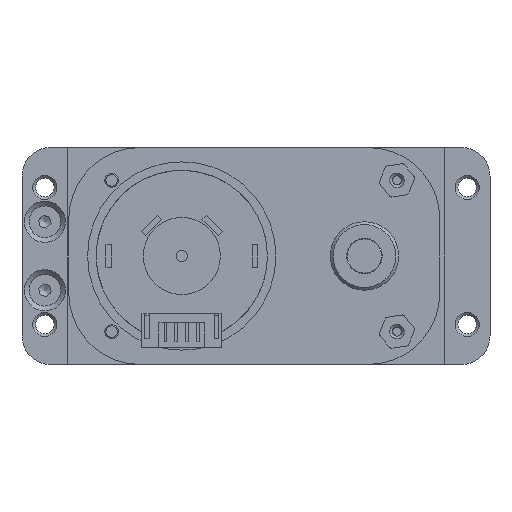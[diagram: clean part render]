
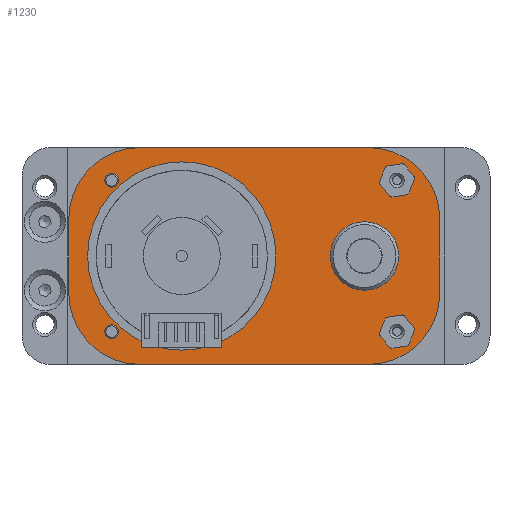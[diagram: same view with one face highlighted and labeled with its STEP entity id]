
A CAD part, front view. The second image highlights one B-rep face of the part: STEP entity #1230.
In plain terms, the highlighted face is planar.
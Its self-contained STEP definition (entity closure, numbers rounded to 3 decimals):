
#1230=ADVANCED_FACE('',(#3201,#3203,#3205,#3207,#3209,#3211,#3213),#3215,.T.);
#3201=FACE_BOUND('',#3202,.T.);
#3202=EDGE_LOOP('',(#4584,#4585,#4586,#4587,#4588,#4589,#4590,#4591));
#3203=FACE_BOUND('',#3204,.T.);
#3204=EDGE_LOOP('',(#4592));
#3205=FACE_BOUND('',#3206,.T.);
#3206=EDGE_LOOP('',(#4593));
#3207=FACE_BOUND('',#3208,.T.);
#3208=EDGE_LOOP('',(#4594));
#3209=FACE_BOUND('',#3210,.T.);
#3210=EDGE_LOOP('',(#4595));
#3211=FACE_BOUND('',#3212,.T.);
#3212=EDGE_LOOP('',(#4596));
#3213=FACE_BOUND('',#3214,.T.);
#3214=EDGE_LOOP('',(#4597));
#3215=PLANE('',#3216);
#3216=AXIS2_PLACEMENT_3D('',#3217,#3218,#3219);
#3217=CARTESIAN_POINT('',(0.,0.,0.));
#3218=DIRECTION('',(0.,0.,1.));
#3219=DIRECTION('',(1.,0.,0.));
#4584=ORIENTED_EDGE('',*,*,#5405,.T.);
#4585=ORIENTED_EDGE('',*,*,#5406,.T.);
#4586=ORIENTED_EDGE('',*,*,#5407,.T.);
#4587=ORIENTED_EDGE('',*,*,#5408,.T.);
#4588=ORIENTED_EDGE('',*,*,#5409,.T.);
#4589=ORIENTED_EDGE('',*,*,#5410,.T.);
#4590=ORIENTED_EDGE('',*,*,#5411,.T.);
#4591=ORIENTED_EDGE('',*,*,#5412,.T.);
#4592=ORIENTED_EDGE('',*,*,#5391,.T.);
#4593=ORIENTED_EDGE('',*,*,#5395,.T.);
#4594=ORIENTED_EDGE('',*,*,#5400,.T.);
#4595=ORIENTED_EDGE('',*,*,#5413,.T.);
#4596=ORIENTED_EDGE('',*,*,#5397,.T.);
#4597=ORIENTED_EDGE('',*,*,#5393,.T.);
#5391=EDGE_CURVE('',#5930,#5930,#5931,.T.);
#5393=EDGE_CURVE('',#5934,#5934,#5935,.T.);
#5395=EDGE_CURVE('',#5938,#5938,#5939,.T.);
#5397=EDGE_CURVE('',#5942,#5942,#5943,.T.);
#5400=EDGE_CURVE('',#5948,#5948,#5949,.T.);
#5405=EDGE_CURVE('',#5958,#5959,#5960,.T.);
#5406=EDGE_CURVE('',#5959,#5961,#5962,.T.);
#5407=EDGE_CURVE('',#5961,#5963,#5964,.T.);
#5408=EDGE_CURVE('',#5963,#5965,#5966,.T.);
#5409=EDGE_CURVE('',#5965,#5967,#5968,.T.);
#5410=EDGE_CURVE('',#5967,#5969,#5970,.T.);
#5411=EDGE_CURVE('',#5969,#5971,#5972,.T.);
#5412=EDGE_CURVE('',#5971,#5958,#5973,.T.);
#5413=EDGE_CURVE('',#5974,#5974,#5975,.T.);
#5930=VERTEX_POINT('',#6975);
#5931=CIRCLE('',#6976,1.229);
#5934=VERTEX_POINT('',#6985);
#5935=CIRCLE('',#6986,1.229);
#5938=VERTEX_POINT('',#6995);
#5939=CIRCLE('',#6996,1.229);
#5942=VERTEX_POINT('',#7005);
#5943=CIRCLE('',#7006,1.229);
#5948=VERTEX_POINT('',#7020);
#5949=CIRCLE('',#7021,6.);
#5958=VERTEX_POINT('',#7045);
#5959=VERTEX_POINT('',#7046);
#5960=CIRCLE('',#7047,12.5);
#5961=VERTEX_POINT('',#7051);
#5962=LINE('',#7052,#7053);
#5963=VERTEX_POINT('',#7055);
#5964=CIRCLE('',#7056,12.5);
#5965=VERTEX_POINT('',#7060);
#5966=LINE('',#7061,#7062);
#5967=VERTEX_POINT('',#7064);
#5968=CIRCLE('',#7065,12.5);
#5969=VERTEX_POINT('',#7069);
#5970=LINE('',#7070,#7071);
#5971=VERTEX_POINT('',#7073);
#5972=CIRCLE('',#7074,12.5);
#5973=LINE('',#7078,#7079);
#5974=VERTEX_POINT('',#7081);
#5975=CIRCLE('',#7082,16.5);
#6975=CARTESIAN_POINT('',(-26.229,13.25,0.));
#6976=AXIS2_PLACEMENT_3D('',#6977,#6978,#6979);
#6977=CARTESIAN_POINT('',(-25.,13.25,0.));
#6978=DIRECTION('',(0.,0.,-1.));
#6979=DIRECTION('',(-1.,0.,0.));
#6985=CARTESIAN_POINT('',(-26.229,-13.25,0.));
#6986=AXIS2_PLACEMENT_3D('',#6987,#6988,#6989);
#6987=CARTESIAN_POINT('',(-25.,-13.25,0.));
#6988=DIRECTION('',(0.,0.,-1.));
#6989=DIRECTION('',(-1.,0.,0.));
#6995=CARTESIAN_POINT('',(23.771,13.25,0.));
#6996=AXIS2_PLACEMENT_3D('',#6997,#6998,#6999);
#6997=CARTESIAN_POINT('',(25.,13.25,0.));
#6998=DIRECTION('',(0.,0.,-1.));
#6999=DIRECTION('',(-1.,0.,0.));
#7005=CARTESIAN_POINT('',(23.771,-13.25,0.));
#7006=AXIS2_PLACEMENT_3D('',#7007,#7008,#7009);
#7007=CARTESIAN_POINT('',(25.,-13.25,0.));
#7008=DIRECTION('',(0.,0.,-1.));
#7009=DIRECTION('',(-1.,0.,0.));
#7020=CARTESIAN_POINT('',(13.3,0.,0.));
#7021=AXIS2_PLACEMENT_3D('',#7022,#7023,#7024);
#7022=CARTESIAN_POINT('',(19.3,0.,0.));
#7023=DIRECTION('',(0.,0.,-1.));
#7024=DIRECTION('',(-1.,0.,0.));
#7045=CARTESIAN_POINT('',(20.,-19.,0.));
#7046=CARTESIAN_POINT('',(32.5,-6.5,0.));
#7047=AXIS2_PLACEMENT_3D('',#7048,#7049,#7050);
#7048=CARTESIAN_POINT('',(20.,-6.5,0.));
#7049=DIRECTION('',(0.,0.,1.));
#7050=DIRECTION('',(0.,-1.,0.));
#7051=CARTESIAN_POINT('',(32.5,6.5,0.));
#7052=CARTESIAN_POINT('',(32.5,-6.5,0.));
#7053=VECTOR('',#7054,1.);
#7054=DIRECTION('',(0.,1.,0.));
#7055=CARTESIAN_POINT('',(20.,19.,0.));
#7056=AXIS2_PLACEMENT_3D('',#7057,#7058,#7059);
#7057=CARTESIAN_POINT('',(20.,6.5,0.));
#7058=DIRECTION('',(0.,0.,1.));
#7059=DIRECTION('',(1.,0.,0.));
#7060=CARTESIAN_POINT('',(-20.,19.,0.));
#7061=CARTESIAN_POINT('',(20.,19.,0.));
#7062=VECTOR('',#7063,1.);
#7063=DIRECTION('',(-1.,0.,0.));
#7064=CARTESIAN_POINT('',(-32.5,6.5,0.));
#7065=AXIS2_PLACEMENT_3D('',#7066,#7067,#7068);
#7066=CARTESIAN_POINT('',(-20.,6.5,0.));
#7067=DIRECTION('',(0.,0.,1.));
#7068=DIRECTION('',(0.,1.,0.));
#7069=CARTESIAN_POINT('',(-32.5,-6.5,0.));
#7070=CARTESIAN_POINT('',(-32.5,6.5,0.));
#7071=VECTOR('',#7072,1.);
#7072=DIRECTION('',(0.,-1.,0.));
#7073=CARTESIAN_POINT('',(-20.,-19.,0.));
#7074=AXIS2_PLACEMENT_3D('',#7075,#7076,#7077);
#7075=CARTESIAN_POINT('',(-20.,-6.5,0.));
#7076=DIRECTION('',(0.,0.,1.));
#7077=DIRECTION('',(-1.,0.,0.));
#7078=CARTESIAN_POINT('',(-20.,-19.,0.));
#7079=VECTOR('',#7080,1.);
#7080=DIRECTION('',(1.,0.,0.));
#7081=CARTESIAN_POINT('',(-29.2,0.,0.));
#7082=AXIS2_PLACEMENT_3D('',#7083,#7084,#7085);
#7083=CARTESIAN_POINT('',(-12.7,0.,0.));
#7084=DIRECTION('',(0.,0.,-1.));
#7085=DIRECTION('',(-1.,0.,0.));
